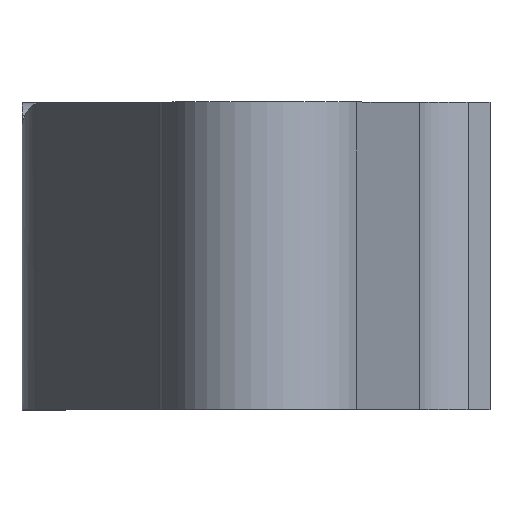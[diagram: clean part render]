
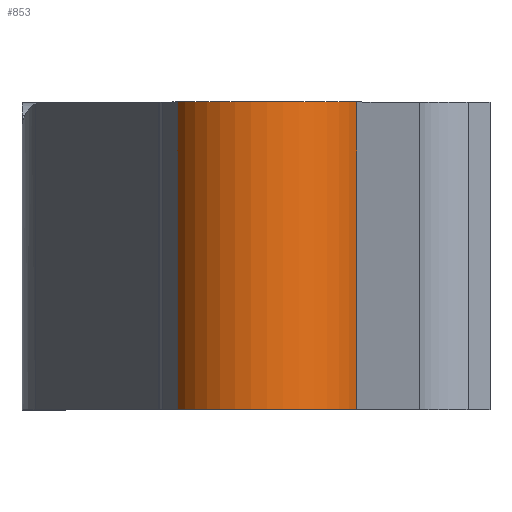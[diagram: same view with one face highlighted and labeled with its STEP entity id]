
A CAD part, top view. The second image highlights one B-rep face of the part: STEP entity #853.
In plain terms, the highlighted cylindrical face has radius 13.5 mm (diameter 27 mm), a partial arc.
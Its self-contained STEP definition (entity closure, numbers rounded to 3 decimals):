
#40=CYLINDRICAL_SURFACE('',#922,13.5);
#73=CIRCLE('',#906,13.5);
#84=CIRCLE('',#919,13.5);
#108=FACE_OUTER_BOUND('',#153,.T.);
#153=EDGE_LOOP('',(#620,#621,#622,#623));
#228=LINE('',#1310,#303);
#229=LINE('',#1311,#304);
#303=VECTOR('',#1056,10.);
#304=VECTOR('',#1057,10.);
#355=VERTEX_POINT('',#1236);
#356=VERTEX_POINT('',#1238);
#384=VERTEX_POINT('',#1298);
#385=VERTEX_POINT('',#1300);
#445=EDGE_CURVE('',#355,#356,#73,.T.);
#476=EDGE_CURVE('',#384,#385,#84,.T.);
#481=EDGE_CURVE('',#385,#355,#228,.T.);
#482=EDGE_CURVE('',#384,#356,#229,.T.);
#620=ORIENTED_EDGE('',*,*,#445,.F.);
#621=ORIENTED_EDGE('',*,*,#481,.F.);
#622=ORIENTED_EDGE('',*,*,#476,.F.);
#623=ORIENTED_EDGE('',*,*,#482,.T.);
#853=ADVANCED_FACE('',(#108),#40,.T.);
#906=AXIS2_PLACEMENT_3D('',#1239,#1000,#1001);
#919=AXIS2_PLACEMENT_3D('',#1301,#1046,#1047);
#922=AXIS2_PLACEMENT_3D('',#1309,#1054,#1055);
#1000=DIRECTION('center_axis',(0.,-1.,0.));
#1001=DIRECTION('ref_axis',(-1.,0.,0.));
#1046=DIRECTION('center_axis',(0.,1.,0.));
#1047=DIRECTION('ref_axis',(-1.,0.,0.));
#1054=DIRECTION('center_axis',(0.,-1.,0.));
#1055=DIRECTION('ref_axis',(-1.,0.,0.));
#1056=DIRECTION('',(0.,-1.,0.));
#1057=DIRECTION('',(0.,-1.,0.));
#1236=CARTESIAN_POINT('',(12.098,-29.18,84.393));
#1238=CARTESIAN_POINT('',(-12.495,-29.18,84.393));
#1239=CARTESIAN_POINT('Origin',(-0.198,-29.18,78.82));
#1298=CARTESIAN_POINT('',(-12.495,12.82,84.393));
#1300=CARTESIAN_POINT('',(12.098,12.82,84.393));
#1301=CARTESIAN_POINT('Origin',(-0.198,12.82,78.82));
#1309=CARTESIAN_POINT('Origin',(-0.198,12.82,78.82));
#1310=CARTESIAN_POINT('',(12.098,12.82,84.393));
#1311=CARTESIAN_POINT('',(-12.495,12.82,84.393));
